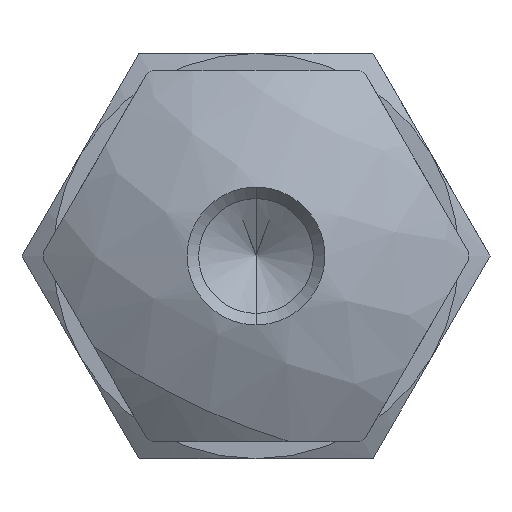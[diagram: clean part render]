
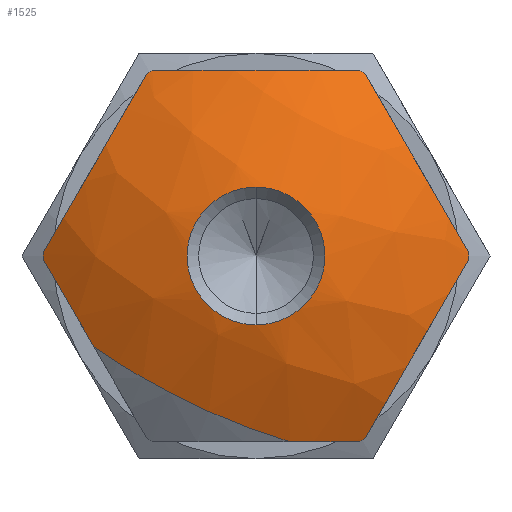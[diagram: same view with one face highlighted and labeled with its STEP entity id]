
A CAD part, front view. The second image highlights one B-rep face of the part: STEP entity #1525.
In plain terms, the highlighted spherical face has radius 20 mm.
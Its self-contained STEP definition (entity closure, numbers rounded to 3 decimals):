
#13 = CARTESIAN_POINT ( 'NONE',  ( -5.143, -14.966, -8.07 ) ) ;
#24 = CIRCLE ( 'NONE', #641, 12.6 ) ;
#69 = EDGE_CURVE ( 'NONE', #521, #1127, #624, .T. ) ;
#145 = CARTESIAN_POINT ( 'NONE',  ( 0., -12.936, 0. ) ) ;
#151 = CIRCLE ( 'NONE', #291, 16.703 ) ;
#172 = DIRECTION ( 'NONE',  ( 0.5, 0., 0.866 ) ) ;
#187 = CIRCLE ( 'NONE', #1651, 4.083 ) ;
#196 = AXIS2_PLACEMENT_3D ( 'NONE', #1890, #1690, #672 ) ;
#212 = ORIENTED_EDGE ( 'NONE', *, *, #1705, .F. ) ;
#213 = AXIS2_PLACEMENT_3D ( 'NONE', #1323, #1488, #1653 ) ;
#217 = VERTEX_POINT ( 'NONE', #1120 ) ;
#231 = DIRECTION ( 'NONE',  ( 0., -1., 0. ) ) ;
#287 = DIRECTION ( 'NONE',  ( -1., 0., 0. ) ) ;
#291 = AXIS2_PLACEMENT_3D ( 'NONE', #2176, #1148, #287 ) ;
#313 = VERTEX_POINT ( 'NONE', #1964 ) ;
#400 = CIRCLE ( 'NONE', #1960, 16.703 ) ;
#445 = CIRCLE ( 'NONE', #755, 12.6 ) ;
#482 = AXIS2_PLACEMENT_3D ( 'NONE', #1660, #1840, #643 ) ;
#487 = DIRECTION ( 'NONE',  ( 0., 0., -1. ) ) ;
#497 = ORIENTED_EDGE ( 'NONE', *, *, #1871, .F. ) ;
#502 = DIRECTION ( 'NONE',  ( 0.866, 0., 0.5 ) ) ;
#513 = CARTESIAN_POINT ( 'NONE',  ( 6.145, -12.936, -11. ) ) ;
#521 = VERTEX_POINT ( 'NONE', #13 ) ;
#546 = CIRCLE ( 'NONE', #482, 12.6 ) ;
#567 = EDGE_CURVE ( 'NONE', #1618, #313, #1490, .T. ) ;
#568 = ORIENTED_EDGE ( 'NONE', *, *, #1752, .T. ) ;
#583 = ORIENTED_EDGE ( 'NONE', *, *, #766, .T. ) ;
#585 = VERTEX_POINT ( 'NONE', #1239 ) ;
#624 = CIRCLE ( 'NONE', #2179, 20. ) ;
#627 = DIRECTION ( 'NONE',  ( -0.866, 0., -0.5 ) ) ;
#641 = AXIS2_PLACEMENT_3D ( 'NONE', #1287, #2124, #1600 ) ;
#643 = DIRECTION ( 'NONE',  ( 0., 0., -1. ) ) ;
#672 = DIRECTION ( 'NONE',  ( 0., 0., -1. ) ) ;
#730 = EDGE_CURVE ( 'NONE', #1542, #217, #546, .T. ) ;
#737 = CIRCLE ( 'NONE', #999, 16.703 ) ;
#741 = CARTESIAN_POINT ( 'NONE',  ( 12.599, -12.936, 0.178 ) ) ;
#742 = EDGE_CURVE ( 'NONE', #1289, #1127, #151, .T. ) ;
#747 = CIRCLE ( 'NONE', #1160, 16.703 ) ;
#748 = CARTESIAN_POINT ( 'NONE',  ( 9.526, 2.596, -5.5 ) ) ;
#755 = AXIS2_PLACEMENT_3D ( 'NONE', #145, #1625, #1341 ) ;
#766 = EDGE_CURVE ( 'NONE', #1767, #585, #2020, .T. ) ;
#770 = EDGE_LOOP ( 'NONE', ( #1157, #907, #960, #883, #1425, #2021, #1740, #1774, #1468, #583, #497, #2158, #212 ) ) ;
#787 = CARTESIAN_POINT ( 'NONE',  ( 0., -16.983, 4.083 ) ) ;
#819 = EDGE_LOOP ( 'NONE', ( #1978, #568 ) ) ;
#883 = ORIENTED_EDGE ( 'NONE', *, *, #2034, .T. ) ;
#907 = ORIENTED_EDGE ( 'NONE', *, *, #69, .T. ) ;
#957 = DIRECTION ( 'NONE',  ( -0.388, 0.476, -0.789 ) ) ;
#960 = ORIENTED_EDGE ( 'NONE', *, *, #742, .F. ) ;
#974 = AXIS2_PLACEMENT_3D ( 'NONE', #1804, #957, #1650 ) ;
#989 = EDGE_CURVE ( 'NONE', #2168, #2208, #1218, .T. ) ;
#999 = AXIS2_PLACEMENT_3D ( 'NONE', #1664, #502, #1857 ) ;
#1043 = CIRCLE ( 'NONE', #974, 20. ) ;
#1068 = CARTESIAN_POINT ( 'NONE',  ( 0., -16.983, 0. ) ) ;
#1069 = VERTEX_POINT ( 'NONE', #1763 ) ;
#1071 = CIRCLE ( 'NONE', #196, 12.6 ) ;
#1072 = DIRECTION ( 'NONE',  ( -0.5, 0., -0.866 ) ) ;
#1087 = FACE_BOUND ( 'NONE', #819, .T. ) ;
#1110 = DIRECTION ( 'NONE',  ( 0., 0., 1. ) ) ;
#1120 = CARTESIAN_POINT ( 'NONE',  ( -12.599, -12.936, -0.178 ) ) ;
#1127 = VERTEX_POINT ( 'NONE', #2122 ) ;
#1143 = CARTESIAN_POINT ( 'NONE',  ( -9.526, 2.596, -5.5 ) ) ;
#1148 = DIRECTION ( 'NONE',  ( 0., 0., -1. ) ) ;
#1157 = ORIENTED_EDGE ( 'NONE', *, *, #1678, .F. ) ;
#1160 = AXIS2_PLACEMENT_3D ( 'NONE', #1143, #627, #2166 ) ;
#1166 = FACE_OUTER_BOUND ( 'NONE', #770, .T. ) ;
#1190 = DIRECTION ( 'NONE',  ( 0.388, -0.476, 0.789 ) ) ;
#1194 = EDGE_CURVE ( 'NONE', #1984, #1618, #445, .T. ) ;
#1215 = CARTESIAN_POINT ( 'NONE',  ( 0., 2.596, 0. ) ) ;
#1218 = CIRCLE ( 'NONE', #1473, 4.083 ) ;
#1239 = CARTESIAN_POINT ( 'NONE',  ( -6.454, -12.936, 10.822 ) ) ;
#1256 = EDGE_CURVE ( 'NONE', #1989, #1984, #737, .T. ) ;
#1287 = CARTESIAN_POINT ( 'NONE',  ( 0., -12.936, 0. ) ) ;
#1289 = VERTEX_POINT ( 'NONE', #513 ) ;
#1323 = CARTESIAN_POINT ( 'NONE',  ( 0., -12.936, 0. ) ) ;
#1329 = CARTESIAN_POINT ( 'NONE',  ( 0., -16.983, 0. ) ) ;
#1341 = DIRECTION ( 'NONE',  ( 0., 0., -1. ) ) ;
#1396 = DIRECTION ( 'NONE',  ( 0.388, -0.476, 0.789 ) ) ;
#1425 = ORIENTED_EDGE ( 'NONE', *, *, #567, .F. ) ;
#1468 = ORIENTED_EDGE ( 'NONE', *, *, #1605, .F. ) ;
#1473 = AXIS2_PLACEMENT_3D ( 'NONE', #1068, #1577, #2064 ) ;
#1488 = DIRECTION ( 'NONE',  ( 0., -1., 0. ) ) ;
#1490 = CIRCLE ( 'NONE', #2052, 16.703 ) ;
#1504 = DIRECTION ( 'NONE',  ( 0., 1., 0. ) ) ;
#1525 = ADVANCED_FACE ( 'NONE', ( #1087, #1166 ), #1884, .T. ) ;
#1540 = DIRECTION ( 'NONE',  ( -0.866, 0., 0.5 ) ) ;
#1542 = VERTEX_POINT ( 'NONE', #2105 ) ;
#1563 = CARTESIAN_POINT ( 'NONE',  ( 6.454, -12.936, 10.822 ) ) ;
#1577 = DIRECTION ( 'NONE',  ( 0., 1., 0. ) ) ;
#1585 = DIRECTION ( 'NONE',  ( 0.866, 0., -0.5 ) ) ;
#1600 = DIRECTION ( 'NONE',  ( 0., 0., -1. ) ) ;
#1605 = EDGE_CURVE ( 'NONE', #1767, #1069, #400, .T. ) ;
#1618 = VERTEX_POINT ( 'NONE', #2128 ) ;
#1625 = DIRECTION ( 'NONE',  ( 0., 1., 0. ) ) ;
#1650 = DIRECTION ( 'NONE',  ( 0., 0.856, 0.517 ) ) ;
#1651 = AXIS2_PLACEMENT_3D ( 'NONE', #1329, #1504, #487 ) ;
#1653 = DIRECTION ( 'NONE',  ( 0., 0., -1. ) ) ;
#1654 = CARTESIAN_POINT ( 'NONE',  ( 0., -16.983, -4.083 ) ) ;
#1660 = CARTESIAN_POINT ( 'NONE',  ( 0., -12.936, 0. ) ) ;
#1664 = CARTESIAN_POINT ( 'NONE',  ( 9.526, 2.596, 5.5 ) ) ;
#1678 = EDGE_CURVE ( 'NONE', #521, #1829, #1043, .T. ) ;
#1690 = DIRECTION ( 'NONE',  ( 0., -1., 0. ) ) ;
#1700 = CARTESIAN_POINT ( 'NONE',  ( -9.526, 2.596, 5.5 ) ) ;
#1705 = EDGE_CURVE ( 'NONE', #1829, #217, #747, .T. ) ;
#1723 = AXIS2_PLACEMENT_3D ( 'NONE', #1215, #1396, #1771 ) ;
#1740 = ORIENTED_EDGE ( 'NONE', *, *, #1256, .F. ) ;
#1752 = EDGE_CURVE ( 'NONE', #2208, #2168, #187, .T. ) ;
#1763 = CARTESIAN_POINT ( 'NONE',  ( 6.145, -12.936, 11. ) ) ;
#1767 = VERTEX_POINT ( 'NONE', #2182 ) ;
#1771 = DIRECTION ( 'NONE',  ( -0.885, 0.046, 0.463 ) ) ;
#1774 = ORIENTED_EDGE ( 'NONE', *, *, #1849, .T. ) ;
#1804 = CARTESIAN_POINT ( 'NONE',  ( 0., 2.596, 0. ) ) ;
#1829 = VERTEX_POINT ( 'NONE', #1864 ) ;
#1840 = DIRECTION ( 'NONE',  ( 0., -1., 0. ) ) ;
#1846 = CIRCLE ( 'NONE', #2116, 16.703 ) ;
#1849 = EDGE_CURVE ( 'NONE', #1989, #1069, #1071, .T. ) ;
#1857 = DIRECTION ( 'NONE',  ( 0.5, 0., -0.866 ) ) ;
#1864 = CARTESIAN_POINT ( 'NONE',  ( -9.61, -14.107, -5.355 ) ) ;
#1871 = EDGE_CURVE ( 'NONE', #1542, #585, #1846, .T. ) ;
#1884 = SPHERICAL_SURFACE ( 'NONE', #1723, 20. ) ;
#1890 = CARTESIAN_POINT ( 'NONE',  ( 0., -12.936, 0. ) ) ;
#1960 = AXIS2_PLACEMENT_3D ( 'NONE', #1965, #1110, #231 ) ;
#1964 = CARTESIAN_POINT ( 'NONE',  ( 6.454, -12.936, -10.822 ) ) ;
#1965 = CARTESIAN_POINT ( 'NONE',  ( 0., 2.596, 11. ) ) ;
#1978 = ORIENTED_EDGE ( 'NONE', *, *, #989, .T. ) ;
#1984 = VERTEX_POINT ( 'NONE', #741 ) ;
#1989 = VERTEX_POINT ( 'NONE', #1563 ) ;
#2020 = CIRCLE ( 'NONE', #213, 12.6 ) ;
#2021 = ORIENTED_EDGE ( 'NONE', *, *, #1194, .F. ) ;
#2034 = EDGE_CURVE ( 'NONE', #1289, #313, #24, .T. ) ;
#2052 = AXIS2_PLACEMENT_3D ( 'NONE', #748, #1585, #1072 ) ;
#2064 = DIRECTION ( 'NONE',  ( 0., 0., -1. ) ) ;
#2105 = CARTESIAN_POINT ( 'NONE',  ( -12.599, -12.936, 0.178 ) ) ;
#2112 = DIRECTION ( 'NONE',  ( 0., -0.856, -0.517 ) ) ;
#2116 = AXIS2_PLACEMENT_3D ( 'NONE', #1700, #1540, #172 ) ;
#2122 = CARTESIAN_POINT ( 'NONE',  ( 2.019, -13.985, -11. ) ) ;
#2124 = DIRECTION ( 'NONE',  ( 0., -1., 0. ) ) ;
#2128 = CARTESIAN_POINT ( 'NONE',  ( 12.599, -12.936, -0.178 ) ) ;
#2158 = ORIENTED_EDGE ( 'NONE', *, *, #730, .T. ) ;
#2166 = DIRECTION ( 'NONE',  ( -0.5, 0., 0.866 ) ) ;
#2168 = VERTEX_POINT ( 'NONE', #1654 ) ;
#2176 = CARTESIAN_POINT ( 'NONE',  ( 0., 2.596, -11. ) ) ;
#2179 = AXIS2_PLACEMENT_3D ( 'NONE', #2206, #1190, #2112 ) ;
#2182 = CARTESIAN_POINT ( 'NONE',  ( -6.145, -12.936, 11. ) ) ;
#2206 = CARTESIAN_POINT ( 'NONE',  ( 0., 2.596, 0. ) ) ;
#2208 = VERTEX_POINT ( 'NONE', #787 ) ;
